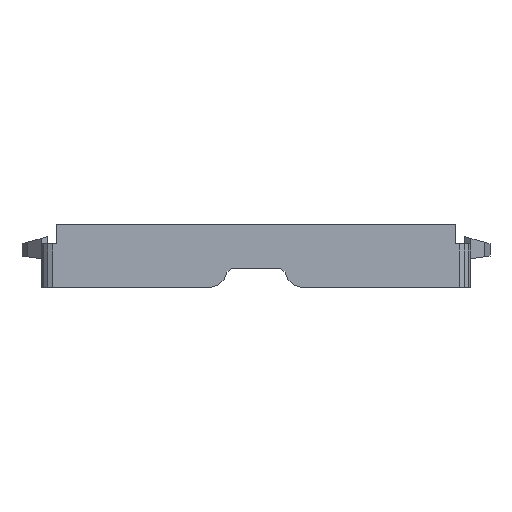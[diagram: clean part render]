
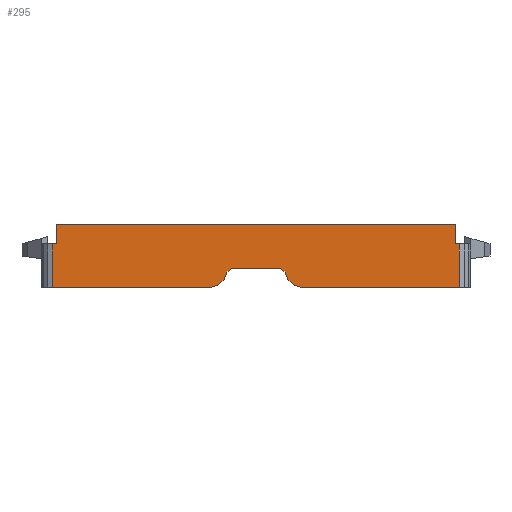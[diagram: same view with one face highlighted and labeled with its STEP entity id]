
A CAD part, front view. The second image highlights one B-rep face of the part: STEP entity #295.
In plain terms, the highlighted planar face has unit normal (0, -1, 0).
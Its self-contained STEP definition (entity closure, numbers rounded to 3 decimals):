
#163=AXIS2_PLACEMENT_3D('Plane Axis2P3D',#160,#161,#162) ;
#51=CARTESIAN_POINT('Vertex',(89.8,0.,13.)) ;
#54=CARTESIAN_POINT('Line Origine',(89.8,0.,11.)) ;
#58=CARTESIAN_POINT('Vertex',(89.8,0.,9.)) ;
#141=CARTESIAN_POINT('Vertex',(7.2,0.,13.)) ;
#144=CARTESIAN_POINT('Line Origine',(48.5,0.,13.)) ;
#160=CARTESIAN_POINT('Axis2P3D Location',(90.597,0.,0.)) ;
#165=CARTESIAN_POINT('Line Origine',(39.868,0.,0.241)) ;
#169=CARTESIAN_POINT('Vertex',(39.205,0.,0.)) ;
#171=CARTESIAN_POINT('Vertex',(40.531,0.,0.482)) ;
#174=CARTESIAN_POINT('Line Origine',(41.219,0.,1.06)) ;
#178=CARTESIAN_POINT('Vertex',(41.907,0.,1.637)) ;
#181=CARTESIAN_POINT('Line Origine',(42.18,0.,2.409)) ;
#185=CARTESIAN_POINT('Vertex',(42.453,0.,3.181)) ;
#188=CARTESIAN_POINT('Line Origine',(42.941,0.,3.591)) ;
#192=CARTESIAN_POINT('Vertex',(43.429,0.,4.)) ;
#195=CARTESIAN_POINT('Line Origine',(48.5,0.,4.)) ;
#199=CARTESIAN_POINT('Vertex',(53.571,0.,4.)) ;
#202=CARTESIAN_POINT('Line Origine',(54.059,0.,3.591)) ;
#206=CARTESIAN_POINT('Vertex',(54.547,0.,3.181)) ;
#209=CARTESIAN_POINT('Line Origine',(54.82,0.,2.409)) ;
#213=CARTESIAN_POINT('Vertex',(55.093,0.,1.637)) ;
#216=CARTESIAN_POINT('Line Origine',(55.781,0.,1.06)) ;
#220=CARTESIAN_POINT('Vertex',(56.469,0.,0.482)) ;
#223=CARTESIAN_POINT('Line Origine',(57.132,0.,0.241)) ;
#227=CARTESIAN_POINT('Vertex',(57.795,0.,0.)) ;
#230=CARTESIAN_POINT('Line Origine',(74.196,0.,0.)) ;
#234=CARTESIAN_POINT('Vertex',(90.597,0.,0.)) ;
#237=CARTESIAN_POINT('Line Origine',(90.597,0.,4.5)) ;
#241=CARTESIAN_POINT('Vertex',(90.597,0.,9.)) ;
#244=CARTESIAN_POINT('Line Origine',(90.198,0.,9.)) ;
#249=CARTESIAN_POINT('Line Origine',(7.2,0.,11.)) ;
#253=CARTESIAN_POINT('Vertex',(7.2,0.,9.)) ;
#256=CARTESIAN_POINT('Line Origine',(6.802,0.,9.)) ;
#260=CARTESIAN_POINT('Vertex',(6.403,0.,9.)) ;
#263=CARTESIAN_POINT('Line Origine',(6.403,0.,4.5)) ;
#267=CARTESIAN_POINT('Vertex',(6.403,0.,0.)) ;
#270=CARTESIAN_POINT('Line Origine',(22.804,0.,0.)) ;
#55=DIRECTION('Vector Direction',(0.,0.,1.)) ;
#145=DIRECTION('Vector Direction',(1.,0.,0.)) ;
#161=DIRECTION('Axis2P3D Direction',(0.,1.,0.)) ;
#162=DIRECTION('Axis2P3D XDirection',(-1.,0.,0.)) ;
#166=DIRECTION('Vector Direction',(0.94,0.,0.342)) ;
#175=DIRECTION('Vector Direction',(0.766,0.,0.643)) ;
#182=DIRECTION('Vector Direction',(0.333,0.,0.943)) ;
#189=DIRECTION('Vector Direction',(0.766,0.,0.643)) ;
#196=DIRECTION('Vector Direction',(-1.,0.,0.)) ;
#203=DIRECTION('Vector Direction',(-0.766,0.,0.643)) ;
#210=DIRECTION('Vector Direction',(-0.333,0.,0.943)) ;
#217=DIRECTION('Vector Direction',(-0.766,0.,0.643)) ;
#224=DIRECTION('Vector Direction',(-0.94,0.,0.342)) ;
#231=DIRECTION('Vector Direction',(-1.,0.,0.)) ;
#238=DIRECTION('Vector Direction',(0.,0.,1.)) ;
#245=DIRECTION('Vector Direction',(-1.,0.,0.)) ;
#250=DIRECTION('Vector Direction',(0.,0.,1.)) ;
#257=DIRECTION('Vector Direction',(-1.,0.,0.)) ;
#264=DIRECTION('Vector Direction',(0.,0.,1.)) ;
#271=DIRECTION('Vector Direction',(-1.,0.,0.)) ;
#56=VECTOR('Line Direction',#55,1.) ;
#146=VECTOR('Line Direction',#145,1.) ;
#167=VECTOR('Line Direction',#166,1.) ;
#176=VECTOR('Line Direction',#175,1.) ;
#183=VECTOR('Line Direction',#182,1.) ;
#190=VECTOR('Line Direction',#189,1.) ;
#197=VECTOR('Line Direction',#196,1.) ;
#204=VECTOR('Line Direction',#203,1.) ;
#211=VECTOR('Line Direction',#210,1.) ;
#218=VECTOR('Line Direction',#217,1.) ;
#225=VECTOR('Line Direction',#224,1.) ;
#232=VECTOR('Line Direction',#231,1.) ;
#239=VECTOR('Line Direction',#238,1.) ;
#246=VECTOR('Line Direction',#245,1.) ;
#251=VECTOR('Line Direction',#250,1.) ;
#258=VECTOR('Line Direction',#257,1.) ;
#265=VECTOR('Line Direction',#264,1.) ;
#272=VECTOR('Line Direction',#271,1.) ;
#276=ORIENTED_EDGE('',*,*,#173,.T.) ;
#277=ORIENTED_EDGE('',*,*,#180,.T.) ;
#278=ORIENTED_EDGE('',*,*,#187,.T.) ;
#279=ORIENTED_EDGE('',*,*,#194,.T.) ;
#280=ORIENTED_EDGE('',*,*,#201,.F.) ;
#281=ORIENTED_EDGE('',*,*,#208,.F.) ;
#282=ORIENTED_EDGE('',*,*,#215,.F.) ;
#283=ORIENTED_EDGE('',*,*,#222,.F.) ;
#284=ORIENTED_EDGE('',*,*,#229,.F.) ;
#285=ORIENTED_EDGE('',*,*,#236,.T.) ;
#286=ORIENTED_EDGE('',*,*,#243,.T.) ;
#287=ORIENTED_EDGE('',*,*,#248,.F.) ;
#288=ORIENTED_EDGE('',*,*,#60,.F.) ;
#289=ORIENTED_EDGE('',*,*,#148,.F.) ;
#290=ORIENTED_EDGE('',*,*,#255,.T.) ;
#291=ORIENTED_EDGE('',*,*,#262,.F.) ;
#292=ORIENTED_EDGE('',*,*,#269,.F.) ;
#293=ORIENTED_EDGE('',*,*,#274,.T.) ;
#295=ADVANCED_FACE('S3D - gedreht',(#294),#164,.F.) ;
#60=EDGE_CURVE('',#52,#59,#57,.F.) ;
#148=EDGE_CURVE('',#142,#52,#147,.T.) ;
#173=EDGE_CURVE('',#170,#172,#168,.T.) ;
#180=EDGE_CURVE('',#172,#179,#177,.T.) ;
#187=EDGE_CURVE('',#179,#186,#184,.T.) ;
#194=EDGE_CURVE('',#186,#193,#191,.T.) ;
#201=EDGE_CURVE('',#200,#193,#198,.T.) ;
#208=EDGE_CURVE('',#207,#200,#205,.T.) ;
#215=EDGE_CURVE('',#214,#207,#212,.T.) ;
#222=EDGE_CURVE('',#221,#214,#219,.T.) ;
#229=EDGE_CURVE('',#228,#221,#226,.T.) ;
#236=EDGE_CURVE('',#228,#235,#233,.F.) ;
#243=EDGE_CURVE('',#235,#242,#240,.T.) ;
#248=EDGE_CURVE('',#59,#242,#247,.F.) ;
#255=EDGE_CURVE('',#142,#254,#252,.F.) ;
#262=EDGE_CURVE('',#261,#254,#259,.F.) ;
#269=EDGE_CURVE('',#268,#261,#266,.T.) ;
#274=EDGE_CURVE('',#268,#170,#273,.F.) ;
#275=EDGE_LOOP('',(#276,#277,#278,#279,#280,#281,#282,#283,#284,#285,#286,#287,#288,#289,#290,#291,#292,#293)) ;
#294=FACE_OUTER_BOUND('',#275,.T.) ;
#57=LINE('Line',#54,#56) ;
#147=LINE('Line',#144,#146) ;
#168=LINE('Line',#165,#167) ;
#177=LINE('Line',#174,#176) ;
#184=LINE('Line',#181,#183) ;
#191=LINE('Line',#188,#190) ;
#198=LINE('Line',#195,#197) ;
#205=LINE('Line',#202,#204) ;
#212=LINE('Line',#209,#211) ;
#219=LINE('Line',#216,#218) ;
#226=LINE('Line',#223,#225) ;
#233=LINE('Line',#230,#232) ;
#240=LINE('Line',#237,#239) ;
#247=LINE('Line',#244,#246) ;
#252=LINE('Line',#249,#251) ;
#259=LINE('Line',#256,#258) ;
#266=LINE('Line',#263,#265) ;
#273=LINE('Line',#270,#272) ;
#164=PLANE('',#163) ;
#52=VERTEX_POINT('',#51) ;
#59=VERTEX_POINT('',#58) ;
#142=VERTEX_POINT('',#141) ;
#170=VERTEX_POINT('',#169) ;
#172=VERTEX_POINT('',#171) ;
#179=VERTEX_POINT('',#178) ;
#186=VERTEX_POINT('',#185) ;
#193=VERTEX_POINT('',#192) ;
#200=VERTEX_POINT('',#199) ;
#207=VERTEX_POINT('',#206) ;
#214=VERTEX_POINT('',#213) ;
#221=VERTEX_POINT('',#220) ;
#228=VERTEX_POINT('',#227) ;
#235=VERTEX_POINT('',#234) ;
#242=VERTEX_POINT('',#241) ;
#254=VERTEX_POINT('',#253) ;
#261=VERTEX_POINT('',#260) ;
#268=VERTEX_POINT('',#267) ;
